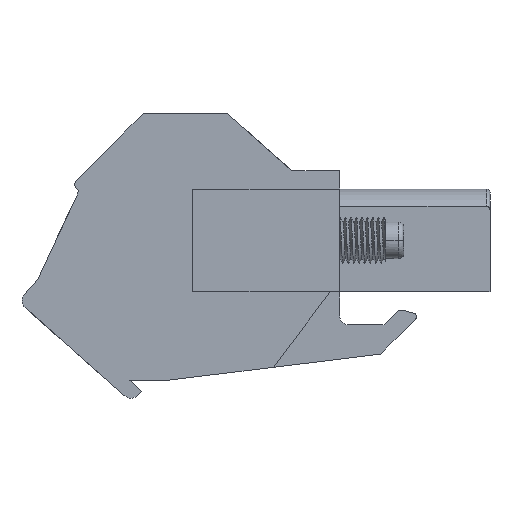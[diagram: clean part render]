
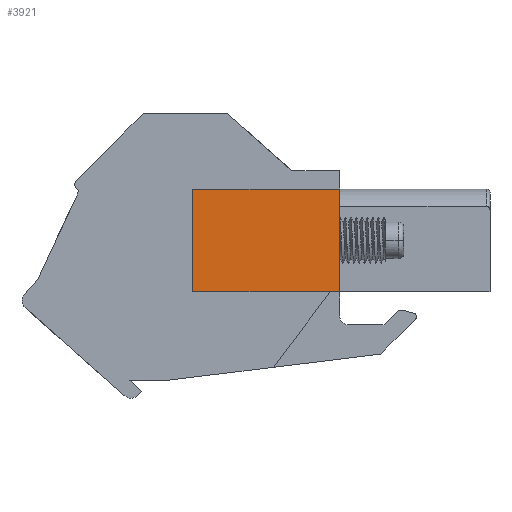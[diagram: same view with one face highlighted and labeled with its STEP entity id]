
A CAD part, left-side view. The second image highlights one B-rep face of the part: STEP entity #3921.
In plain terms, the highlighted planar face has unit normal (-1, 0, 0).
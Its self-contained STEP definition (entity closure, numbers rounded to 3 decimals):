
#606 = DIRECTION ( 'NONE',  ( 0., -1., 0. ) ) ;
#840 = LINE ( 'NONE', #14831, #15551 ) ;
#1049 = LINE ( 'NONE', #8293, #33913 ) ;
#3921 = ADVANCED_FACE ( 'NONE', ( #18426 ), #32683, .T. ) ;
#7368 = VERTEX_POINT ( 'NONE', #16146 ) ;
#8293 = CARTESIAN_POINT ( 'NONE',  ( -5., 16.2, 5.8 ) ) ;
#8403 = DIRECTION ( 'NONE',  ( -1., 0., 0. ) ) ;
#8842 = DIRECTION ( 'NONE',  ( 0., -1., 0. ) ) ;
#13855 = EDGE_LOOP ( 'NONE', ( #30802, #18618, #19754, #26826 ) ) ;
#14831 = CARTESIAN_POINT ( 'NONE',  ( -5., 8.2, 5.8 ) ) ;
#15551 = VECTOR ( 'NONE', #29574, 1000. ) ;
#16146 = CARTESIAN_POINT ( 'NONE',  ( -5., 8.2, 5.8 ) ) ;
#17159 = EDGE_CURVE ( 'NONE', #20766, #26544, #28430, .T. ) ;
#17680 = EDGE_CURVE ( 'NONE', #7368, #38388, #840, .T. ) ;
#18426 = FACE_OUTER_BOUND ( 'NONE', #13855, .T. ) ;
#18618 = ORIENTED_EDGE ( 'NONE', *, *, #32479, .F. ) ;
#19462 = CARTESIAN_POINT ( 'NONE',  ( -5., 8.2, 11.4 ) ) ;
#19754 = ORIENTED_EDGE ( 'NONE', *, *, #17159, .F. ) ;
#20766 = VERTEX_POINT ( 'NONE', #42749 ) ;
#25038 = EDGE_CURVE ( 'NONE', #20766, #7368, #1049, .T. ) ;
#26227 = CARTESIAN_POINT ( 'NONE',  ( -5., 16.2, 11.4 ) ) ;
#26544 = VERTEX_POINT ( 'NONE', #26227 ) ;
#26826 = ORIENTED_EDGE ( 'NONE', *, *, #25038, .T. ) ;
#27966 = CARTESIAN_POINT ( 'NONE',  ( -5., 16.2, 5.8 ) ) ;
#28237 = VECTOR ( 'NONE', #42707, 1000. ) ;
#28430 = LINE ( 'NONE', #27966, #28237 ) ;
#29574 = DIRECTION ( 'NONE',  ( 0., 0., 1. ) ) ;
#30802 = ORIENTED_EDGE ( 'NONE', *, *, #17680, .T. ) ;
#32479 = EDGE_CURVE ( 'NONE', #26544, #38388, #36152, .T. ) ;
#32683 = PLANE ( 'NONE',  #36153 ) ;
#33913 = VECTOR ( 'NONE', #44490, 1000. ) ;
#36152 = LINE ( 'NONE', #39690, #37693 ) ;
#36153 = AXIS2_PLACEMENT_3D ( 'NONE', #40206, #8403, #8842 ) ;
#37693 = VECTOR ( 'NONE', #606, 1000. ) ;
#38388 = VERTEX_POINT ( 'NONE', #19462 ) ;
#39690 = CARTESIAN_POINT ( 'NONE',  ( -5., 16.2, 11.4 ) ) ;
#40206 = CARTESIAN_POINT ( 'NONE',  ( -5., 16.2, 5.8 ) ) ;
#42707 = DIRECTION ( 'NONE',  ( 0., 0., 1. ) ) ;
#42749 = CARTESIAN_POINT ( 'NONE',  ( -5., 16.2, 5.8 ) ) ;
#44490 = DIRECTION ( 'NONE',  ( 0., -1., 0. ) ) ;
